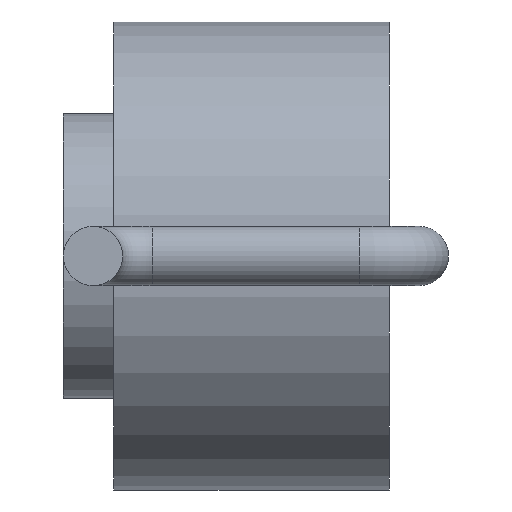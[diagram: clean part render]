
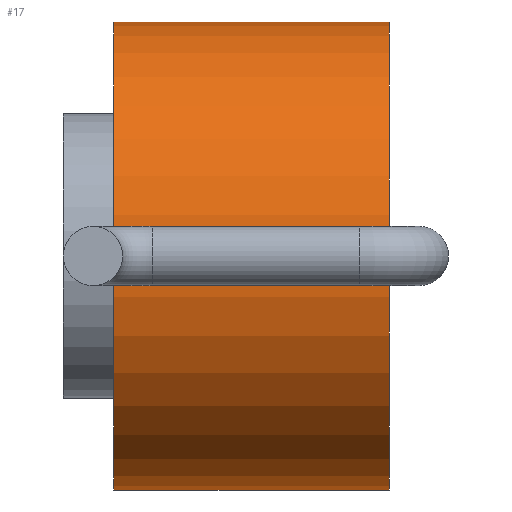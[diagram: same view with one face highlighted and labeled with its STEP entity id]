
A CAD part, left-side view. The second image highlights one B-rep face of the part: STEP entity #17.
In plain terms, the highlighted cylindrical face has radius 3.95 mm (diameter 7.9 mm), a full revolution.
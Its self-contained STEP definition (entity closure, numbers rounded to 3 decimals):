
#2 = DIRECTION ( 'NONE',  ( 0., 0., -1. ) ) ;
#17 = ADVANCED_FACE ( 'NONE', ( #20, #92 ), #213, .T. ) ;
#20 = FACE_OUTER_BOUND ( 'NONE', #245, .T. ) ;
#35 = DIRECTION ( 'NONE',  ( 0., -1., 0. ) ) ;
#40 = CIRCLE ( 'NONE', #311, 3.95 ) ;
#59 = CIRCLE ( 'NONE', #284, 3.95 ) ;
#92 = FACE_OUTER_BOUND ( 'NONE', #274, .T. ) ;
#107 = DIRECTION ( 'NONE',  ( 0., 1., 0. ) ) ;
#122 = VERTEX_POINT ( 'NONE', #242 ) ;
#134 = DIRECTION ( 'NONE',  ( 0., 1., 0. ) ) ;
#181 = VERTEX_POINT ( 'NONE', #297 ) ;
#213 = CYLINDRICAL_SURFACE ( 'NONE', #341, 3.95 ) ;
#233 = ORIENTED_EDGE ( 'NONE', *, *, #276, .T. ) ;
#242 = CARTESIAN_POINT ( 'NONE',  ( 0., 0., 3.95 ) ) ;
#245 = EDGE_LOOP ( 'NONE', ( #293 ) ) ;
#263 = CARTESIAN_POINT ( 'NONE',  ( 0., 0., 0. ) ) ;
#274 = EDGE_LOOP ( 'NONE', ( #233 ) ) ;
#276 = EDGE_CURVE ( 'NONE', #122, #122, #59, .T. ) ;
#284 = AXIS2_PLACEMENT_3D ( 'NONE', #263, #107, #295 ) ;
#293 = ORIENTED_EDGE ( 'NONE', *, *, #351, .F. ) ;
#295 = DIRECTION ( 'NONE',  ( 0., 0., 1. ) ) ;
#296 = CARTESIAN_POINT ( 'NONE',  ( 0., 4.65, 0. ) ) ;
#297 = CARTESIAN_POINT ( 'NONE',  ( 0., 4.65, 3.95 ) ) ;
#311 = AXIS2_PLACEMENT_3D ( 'NONE', #296, #134, #325 ) ;
#325 = DIRECTION ( 'NONE',  ( 0., 0., 1. ) ) ;
#336 = CARTESIAN_POINT ( 'NONE',  ( 0., 4.65, 0. ) ) ;
#341 = AXIS2_PLACEMENT_3D ( 'NONE', #336, #35, #2 ) ;
#351 = EDGE_CURVE ( 'NONE', #181, #181, #40, .T. ) ;
